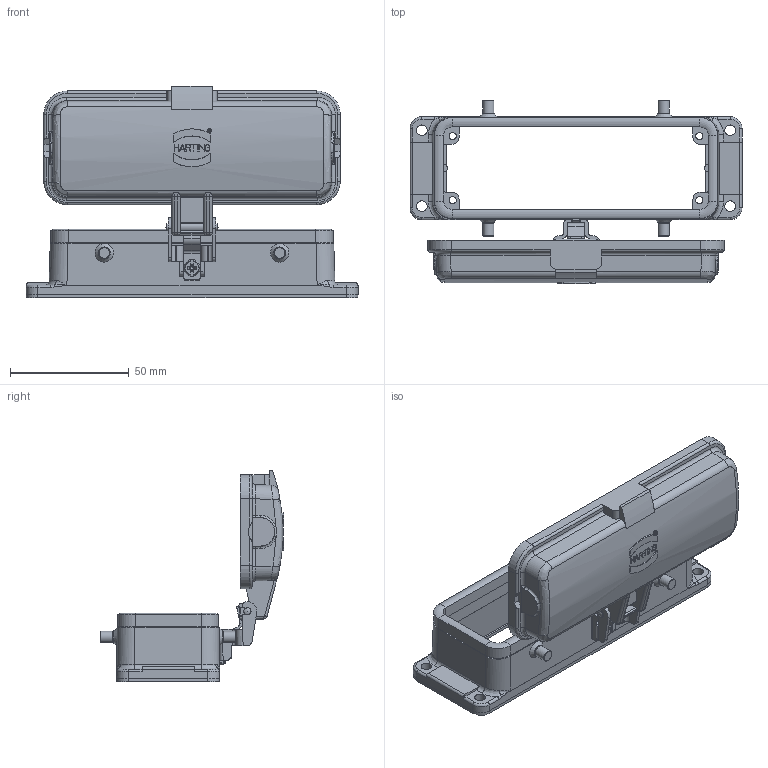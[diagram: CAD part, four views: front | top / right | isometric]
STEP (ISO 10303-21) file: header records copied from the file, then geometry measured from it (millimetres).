
FILE_DESCRIPTION(/* description */ (''),/* implementation_level */ '2;1');
FILE_NAME(/* name */ '100095050ugm000_d.stp',/* time_stamp */ '2017-11-03T16:27:32+01:00',/* author */ (''),/* organization */ (''),/* preprocessor_version */ 'ST-DEVELOPER v16',/* originating_system */ 'SIEMENS PLM Software NX 10.0',/* authorisation */ '');
FILE_SCHEMA (('AUTOMOTIVE_DESIGN { 1 0 10303 214 3 1 1 1 }'));
Length unit declared in the file: millimetre
Products named in the file (1): 100095050ugm000_d
Bounding box: 140.01 x 77.33 x 89.23 mm (x, y, z)
Volume: 65559.4 mm3; surface area: 48614.9 mm2
Topology: 2 solids, 6 shells, 793 faces, 2594 edges, 2324 vertices
Faces by surface type: plane 370, cylinder 243, bspline 108, cone 33, torus 19, extrusion 16, sphere 4
Full cylindrical faces by diameter (mm): 1.52 x1, 1.68 x1, 3 x6, 4.5 x4, 4.8 x4, 6.1 x4, 6.2 x4, 7 x1
Entity records: 34339 total; most frequent: CARTESIAN_POINT 10410, ORIENTED_EDGE 4008, DIRECTION 3857, EDGE_CURVE 2004, VERTEX_POINT 1296, AXIS2_PLACEMENT_3D 1296, VECTOR 1265, LINE 1249
